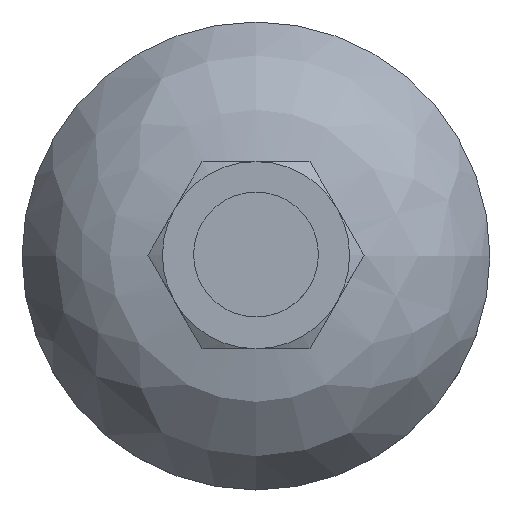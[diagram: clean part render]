
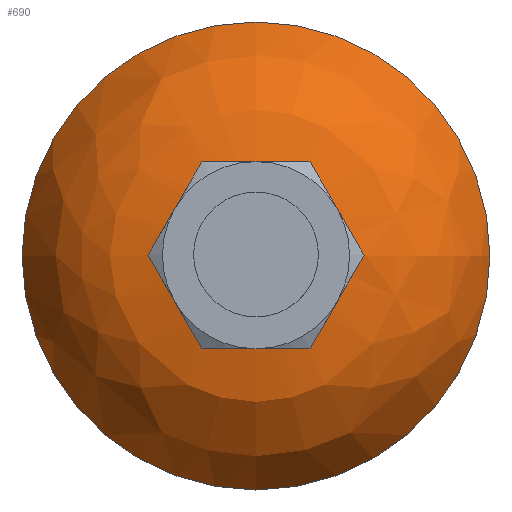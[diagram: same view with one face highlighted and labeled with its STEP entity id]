
A CAD part, top view. The second image highlights one B-rep face of the part: STEP entity #690.
In plain terms, the highlighted free-form (B-spline) face has degree [3, 3] with [4, 7] control points.
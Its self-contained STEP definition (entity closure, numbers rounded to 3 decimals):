
#690=ADVANCED_FACE('',(#765,#766),#767,.T.);
#765=FACE_OUTER_BOUND('',#845,.T.);
#766=FACE_OUTER_BOUND('',#846,.T.);
#767=(B_SPLINE_SURFACE(3,3,((#848,#849,#850,#851,#852,#853,#854),(#855,#856,#857,#858,#859,#860,#861),(#862,#863,#864,#865,#866,#867,#868),(#869,#870,#871,#872,#873,#874,#875)),.UNSPECIFIED.,.F.,.T.,.F.)B_SPLINE_SURFACE_WITH_KNOTS((4,4),(4,3,4),(0.0,6.283),(0.35,0.944,1.538),.UNSPECIFIED.)RATIONAL_B_SPLINE_SURFACE(((1.0,0.333,0.333,1.0,0.333,0.333,1.0),(0.886,0.295,0.295,0.886,0.295,0.295,0.886),(0.886,0.295,0.295,0.886,0.295,0.295,0.886),(1.0,0.333,0.333,1.0,0.333,0.333,1.0)))BOUNDED_SURFACE()REPRESENTATION_ITEM('')GEOMETRIC_REPRESENTATION_ITEM()SURFACE());
#845=EDGE_LOOP('',(#1102));
#846=EDGE_LOOP('',(#1103));
#848=CARTESIAN_POINT('',(8.,0.0,17.0));
#849=CARTESIAN_POINT('',(8.,16.0,17.0));
#850=CARTESIAN_POINT('',(-8.0,16.0,17.0));
#851=CARTESIAN_POINT('',(-8.0,0.0,17.0));
#852=CARTESIAN_POINT('',(-8.0,-16.0,17.0));
#853=CARTESIAN_POINT('',(8.,-16.0,17.0));
#854=CARTESIAN_POINT('',(8.,0.0,17.0));
#855=CARTESIAN_POINT('',(14.732,0.0,16.778));
#856=CARTESIAN_POINT('',(14.732,29.465,16.778));
#857=CARTESIAN_POINT('',(-14.732,29.465,16.778));
#858=CARTESIAN_POINT('',(-14.732,0.0,16.778));
#859=CARTESIAN_POINT('',(-14.732,-29.465,16.778));
#860=CARTESIAN_POINT('',(14.732,-29.465,16.778));
#861=CARTESIAN_POINT('',(14.732,0.0,16.778));
#862=CARTESIAN_POINT('',(20.188,0.0,12.827));
#863=CARTESIAN_POINT('',(20.188,40.376,12.827));
#864=CARTESIAN_POINT('',(-20.188,40.376,12.827));
#865=CARTESIAN_POINT('',(-20.188,0.0,12.827));
#866=CARTESIAN_POINT('',(-20.188,-40.376,12.827));
#867=CARTESIAN_POINT('',(20.188,-40.376,12.827));
#868=CARTESIAN_POINT('',(20.188,0.0,12.827));
#869=CARTESIAN_POINT('',(22.5,0.0,6.5));
#870=CARTESIAN_POINT('',(22.5,45.0,6.5));
#871=CARTESIAN_POINT('',(-22.5,45.0,6.5));
#872=CARTESIAN_POINT('',(-22.5,0.0,6.5));
#873=CARTESIAN_POINT('',(-22.5,-45.0,6.5));
#874=CARTESIAN_POINT('',(22.5,-45.0,6.5));
#875=CARTESIAN_POINT('',(22.5,0.0,6.5));
#1102=ORIENTED_EDGE('',*,*,#1178,.T.);
#1103=ORIENTED_EDGE('',*,*,#1177,.F.);
#1177=EDGE_CURVE('',#1278,#1278,#1279,.T.);
#1178=EDGE_CURVE('',#1280,#1280,#1281,.T.);
#1278=VERTEX_POINT('',#1540);
#1279=CIRCLE('',#1541,8.0);
#1280=VERTEX_POINT('',#1542);
#1281=CIRCLE('',#1543,22.5);
#1540=CARTESIAN_POINT('',(8.0,0.0,17.0));
#1541=AXIS2_PLACEMENT_3D('',#1626,#1627,#1628);
#1542=CARTESIAN_POINT('',(22.5,0.0,6.5));
#1543=AXIS2_PLACEMENT_3D('',#1629,#1630,#1631);
#1626=CARTESIAN_POINT('',(0.,0.0,17.0));
#1627=DIRECTION('',(0.,0.0,1.0));
#1628=DIRECTION('',(1.0,0.0,0.));
#1629=CARTESIAN_POINT('',(0.,0.0,6.5));
#1630=DIRECTION('',(0.,0.0,1.0));
#1631=DIRECTION('',(1.0,0.0,0.));
